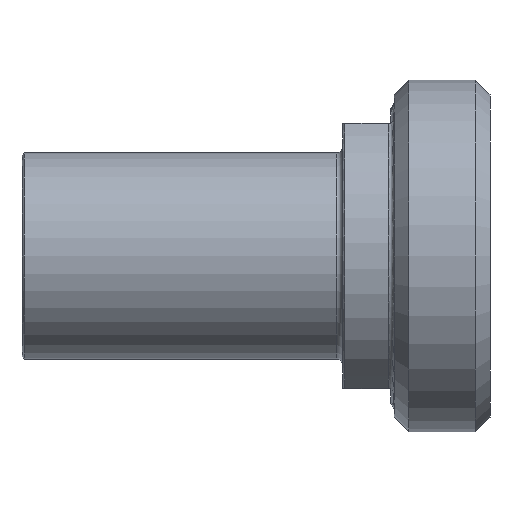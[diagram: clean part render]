
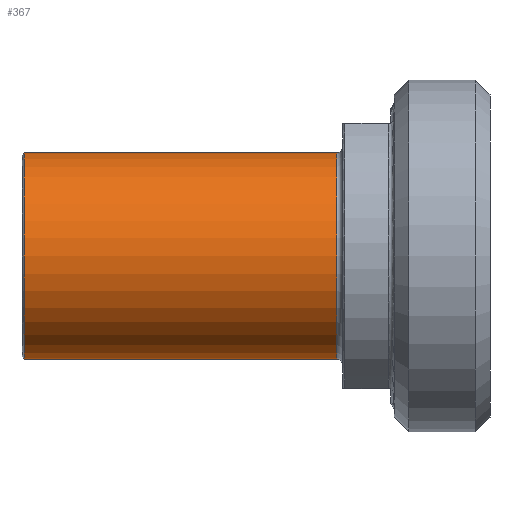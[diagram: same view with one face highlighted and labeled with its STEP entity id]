
A CAD part, front view. The second image highlights one B-rep face of the part: STEP entity #367.
In plain terms, the highlighted cylindrical face has radius 14 mm (diameter 28 mm), a full revolution.
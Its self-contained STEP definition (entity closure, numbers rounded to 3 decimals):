
#21=CYLINDRICAL_SURFACE('',#424,14.);
#44=CIRCLE('',#420,14.);
#47=CIRCLE('',#423,14.);
#48=CIRCLE('',#425,14.);
#49=CIRCLE('',#426,14.);
#73=FACE_OUTER_BOUND('',#95,.T.);
#95=EDGE_LOOP('',(#295,#296,#297,#298,#299,#300));
#123=LINE('',#674,#139);
#139=VECTOR('',#513,14.);
#169=VERTEX_POINT('',#665);
#170=VERTEX_POINT('',#666);
#172=VERTEX_POINT('',#673);
#173=VERTEX_POINT('',#675);
#214=EDGE_CURVE('',#169,#170,#44,.T.);
#217=EDGE_CURVE('',#170,#169,#47,.T.);
#218=EDGE_CURVE('',#169,#172,#123,.T.);
#219=EDGE_CURVE('',#173,#172,#48,.T.);
#220=EDGE_CURVE('',#172,#173,#49,.T.);
#295=ORIENTED_EDGE('',*,*,#214,.F.);
#296=ORIENTED_EDGE('',*,*,#218,.T.);
#297=ORIENTED_EDGE('',*,*,#219,.F.);
#298=ORIENTED_EDGE('',*,*,#220,.F.);
#299=ORIENTED_EDGE('',*,*,#218,.F.);
#300=ORIENTED_EDGE('',*,*,#217,.F.);
#367=ADVANCED_FACE('',(#73),#21,.T.);
#420=AXIS2_PLACEMENT_3D('',#667,#503,#504);
#423=AXIS2_PLACEMENT_3D('',#671,#509,#510);
#424=AXIS2_PLACEMENT_3D('',#672,#511,#512);
#425=AXIS2_PLACEMENT_3D('',#676,#514,#515);
#426=AXIS2_PLACEMENT_3D('',#677,#516,#517);
#503=DIRECTION('center_axis',(1.,0.,0.));
#504=DIRECTION('ref_axis',(0.,-1.,0.));
#509=DIRECTION('center_axis',(1.,0.,0.));
#510=DIRECTION('ref_axis',(0.,-1.,0.));
#511=DIRECTION('center_axis',(1.,0.,0.));
#512=DIRECTION('ref_axis',(0.,1.,0.));
#513=DIRECTION('',(-1.,0.,0.));
#514=DIRECTION('center_axis',(-1.,0.,0.));
#515=DIRECTION('ref_axis',(0.,-1.,0.));
#516=DIRECTION('center_axis',(-1.,0.,0.));
#517=DIRECTION('ref_axis',(0.,-1.,0.));
#665=CARTESIAN_POINT('',(-20.8,-14.,0.));
#666=CARTESIAN_POINT('',(-20.8,0.,14.));
#667=CARTESIAN_POINT('Origin',(-20.8,0.,0.));
#671=CARTESIAN_POINT('Origin',(-20.8,0.,0.));
#672=CARTESIAN_POINT('Origin',(-41.75,0.,0.));
#673=CARTESIAN_POINT('',(-63.2,-14.,0.));
#674=CARTESIAN_POINT('',(-41.75,-14.,0.));
#675=CARTESIAN_POINT('',(-63.2,14.,0.));
#676=CARTESIAN_POINT('Origin',(-63.2,0.,0.));
#677=CARTESIAN_POINT('Origin',(-63.2,0.,0.));
